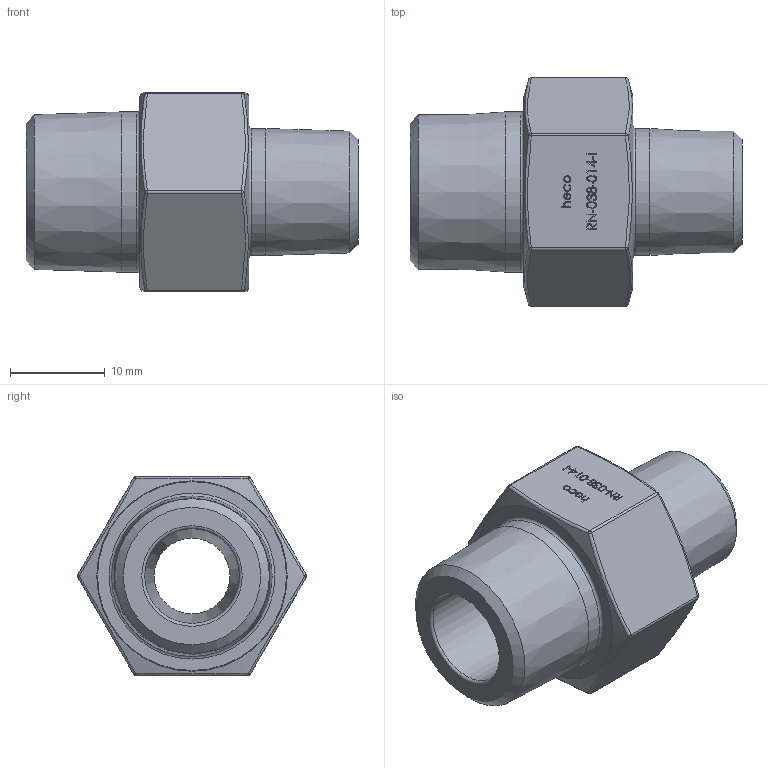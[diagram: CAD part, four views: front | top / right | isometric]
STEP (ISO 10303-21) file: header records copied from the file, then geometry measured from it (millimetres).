
FILE_DESCRIPTION (( 'STEP AP214' ), '1' );
FILE_NAME ('RN-038-014-I 2308.STEP', '2023-09-12T08:33:25', ( '' ), ( '' ), 'SwSTEP 2.0', 'SolidWorks 2019', '' );
FILE_SCHEMA (( 'AUTOMOTIVE_DESIGN' ));
Length unit declared in the file: millimetre
Products named in the file (1): RN-038-014-I  2308
Bounding box: 35 x 24.16 x 21.01 mm (x, y, z)
Volume: 6243.4 mm3; surface area: 3422.4 mm2
Topology: 1 solids, 1 shells, 244 faces, 614 edges, 394 vertices
Faces by surface type: plane 106, bspline 101, sphere 12, cylinder 10, torus 8, cone 7
Full cylindrical faces by diameter (mm): 8 x1, 10 x1, 13.388 x1, 16.893 x1
Entity records: 14410 total; most frequent: CARTESIAN_POINT 7439, ORIENTED_EDGE 1154, DIRECTION 721, EDGE_CURVE 577, VERTEX_POINT 380, VECTOR 317, LINE 317, EDGE_LOOP 291
